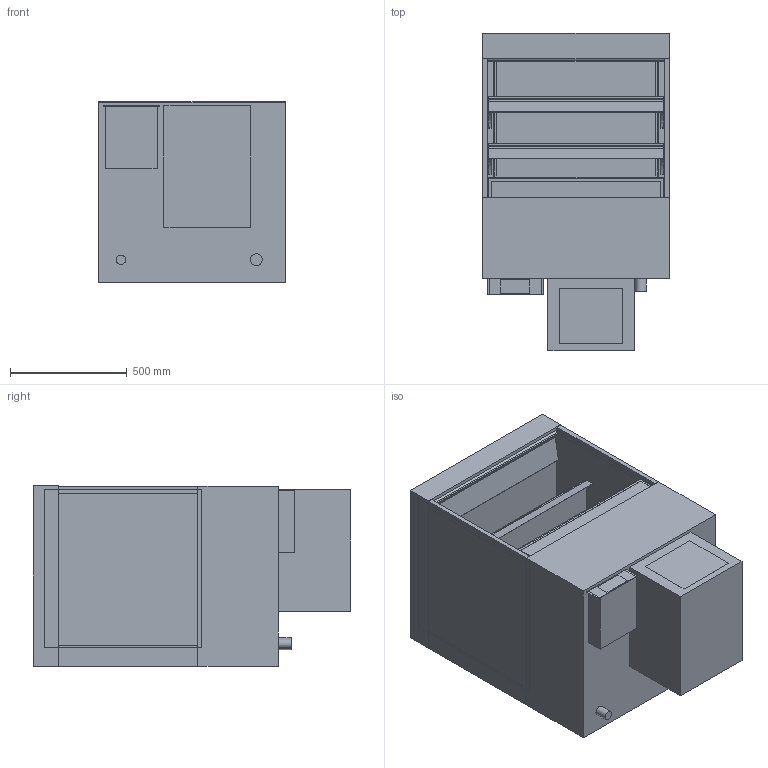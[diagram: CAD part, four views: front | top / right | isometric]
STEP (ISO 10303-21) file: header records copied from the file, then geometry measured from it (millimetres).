
FILE_DESCRIPTION(/* description */ ('Einbaukühlvitrine: eigengekühlt'),/* implementation_level */ '2;1');
FILE_NAME(/* name */ '3D-AKE-00021370.stp',/* time_stamp */ '2023-03-21T10:46:07+01:00',/* author */ ('julian.lux'),/* organization */ (''),/* preprocessor_version */ 'ST-DEVELOPER v18.1',/* originating_system */ 'Autodesk Inventor 2020',/* authorisation */ '');
FILE_SCHEMA (('AUTOMOTIVE_DESIGN { 1 0 10303 214 3 1 1 }'));
Length unit declared in the file: millimetre
Products named in the file (1): 3D-AKE-00021370
Bounding box: 800 x 1360.1 x 772 mm (x, y, z)
Volume: 346340139.1 mm3; surface area: 14742895.3 mm2
Topology: 40 solids, 40 shells, 341 faces, 784 edges, 528 vertices
Faces by surface type: plane 315, cylinder 26
Full cylindrical faces by diameter (mm): 16 x6, 40 x1, 50 x1
Entity records: 9525 total; most frequent: CARTESIAN_POINT 1654, ORIENTED_EDGE 1568, DIRECTION 1536, EDGE_CURVE 784, LINE 716, VECTOR 716, VERTEX_POINT 528, AXIS2_PLACEMENT_3D 410
